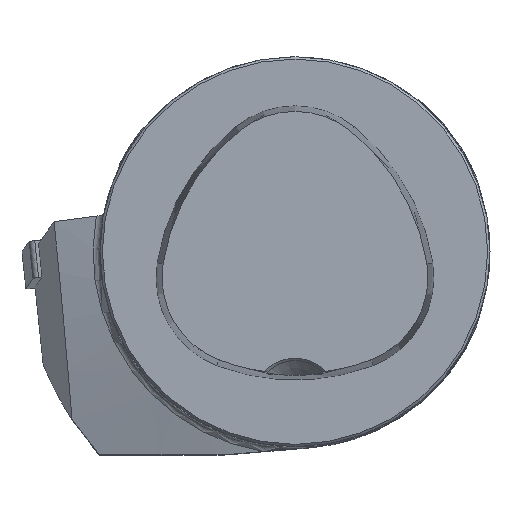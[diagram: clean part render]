
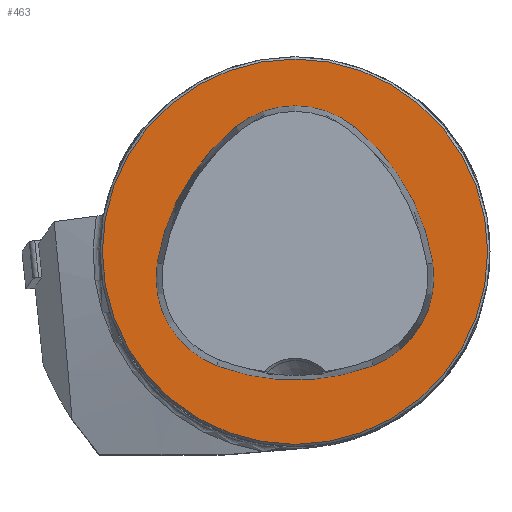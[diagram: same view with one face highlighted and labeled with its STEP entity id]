
A CAD part, top view. The second image highlights one B-rep face of the part: STEP entity #463.
In plain terms, the highlighted planar face has unit normal (0, 0, 1).
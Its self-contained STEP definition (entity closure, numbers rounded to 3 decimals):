
#102=FACE_BOUND('',#667,.T.);
#103=FACE_BOUND('',#668,.T.);
#137=PLANE('',#1936);
#463=ADVANCED_FACE('CU_FL_N1_SU_1',(#102,#103),#137,.T.);
#667=EDGE_LOOP('',(#922,#923,#924,#925,#926,#927));
#668=EDGE_LOOP('',(#928));
#922=ORIENTED_EDGE('',*,*,#1597,.F.);
#923=ORIENTED_EDGE('',*,*,#1598,.F.);
#924=ORIENTED_EDGE('',*,*,#1599,.F.);
#925=ORIENTED_EDGE('',*,*,#1600,.F.);
#926=ORIENTED_EDGE('',*,*,#1594,.F.);
#927=ORIENTED_EDGE('',*,*,#1601,.F.);
#928=ORIENTED_EDGE('',*,*,#1602,.T.);
#1413=VERTEX_POINT('',#3123);
#1414=VERTEX_POINT('',#3125);
#1416=VERTEX_POINT('',#3131);
#1417=VERTEX_POINT('',#3132);
#1418=VERTEX_POINT('',#3134);
#1419=VERTEX_POINT('',#3136);
#1420=VERTEX_POINT('',#3140);
#1594=EDGE_CURVE('',#1413,#1414,#1772,.T.);
#1597=EDGE_CURVE('',#1416,#1417,#1774,.T.);
#1598=EDGE_CURVE('',#1418,#1416,#1775,.T.);
#1599=EDGE_CURVE('',#1419,#1418,#1776,.T.);
#1600=EDGE_CURVE('',#1414,#1419,#1777,.T.);
#1601=EDGE_CURVE('',#1417,#1413,#1778,.T.);
#1602=EDGE_CURVE('',#1420,#1420,#1779,.T.);
#1772=CIRCLE('',#1927,28.075);
#1774=CIRCLE('',#1930,28.075);
#1775=CIRCLE('',#1931,12.075);
#1776=CIRCLE('',#1932,28.075);
#1777=CIRCLE('',#1933,12.075);
#1778=CIRCLE('',#1934,12.075);
#1779=CIRCLE('',#1935,24.7);
#1927=AXIS2_PLACEMENT_3D('',#3124,#2192,#2193);
#1930=AXIS2_PLACEMENT_3D('',#3130,#2199,#2200);
#1931=AXIS2_PLACEMENT_3D('',#3133,#2201,#2202);
#1932=AXIS2_PLACEMENT_3D('',#3135,#2203,#2204);
#1933=AXIS2_PLACEMENT_3D('',#3137,#2205,#2206);
#1934=AXIS2_PLACEMENT_3D('',#3138,#2207,#2208);
#1935=AXIS2_PLACEMENT_3D('',#3139,#2209,#2210);
#1936=AXIS2_PLACEMENT_3D('',#3141,#2211,#2212);
#2192=DIRECTION('',(0.,0.,1.));
#2193=DIRECTION('',(1.,0.,0.));
#2199=DIRECTION('',(0.,0.,1.));
#2200=DIRECTION('',(1.,0.,0.));
#2201=DIRECTION('',(0.,0.,1.));
#2202=DIRECTION('',(1.,0.,0.));
#2203=DIRECTION('',(0.,0.,1.));
#2204=DIRECTION('',(1.,0.,0.));
#2205=DIRECTION('',(0.,0.,1.));
#2206=DIRECTION('',(1.,0.,0.));
#2207=DIRECTION('',(0.,0.,1.));
#2208=DIRECTION('',(1.,0.,0.));
#2209=DIRECTION('',(0.,0.,1.));
#2210=DIRECTION('',(1.,0.,0.));
#2211=DIRECTION('',(0.,0.,1.));
#2212=DIRECTION('',(1.,0.,0.));
#3123=CARTESIAN_POINT('',(-10.05,-14.595,0.));
#3124=CARTESIAN_POINT('',(0.,11.62,0.));
#3125=CARTESIAN_POINT('',(10.05,-14.595,0.));
#3130=CARTESIAN_POINT('',(10.078,-5.807,0.));
#3131=CARTESIAN_POINT('',(-7.606,15.999,0.));
#3132=CARTESIAN_POINT('',(-17.656,-1.443,0.));
#3133=CARTESIAN_POINT('',(0.,6.62,0.));
#3134=CARTESIAN_POINT('',(7.606,15.999,0.));
#3135=CARTESIAN_POINT('',(-10.078,-5.807,0.));
#3136=CARTESIAN_POINT('',(17.656,-1.443,0.));
#3137=CARTESIAN_POINT('',(5.727,-3.32,0.));
#3138=CARTESIAN_POINT('',(-5.727,-3.32,0.));
#3139=CARTESIAN_POINT('',(0.,0.,0.));
#3140=CARTESIAN_POINT('',(24.7,0.,0.));
#3141=CARTESIAN_POINT('',(0.,0.,0.));
